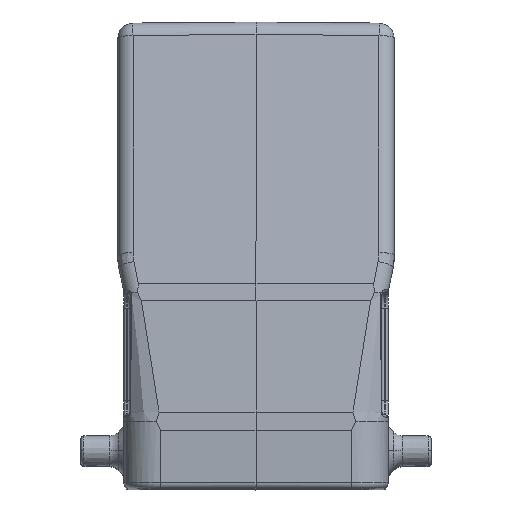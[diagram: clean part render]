
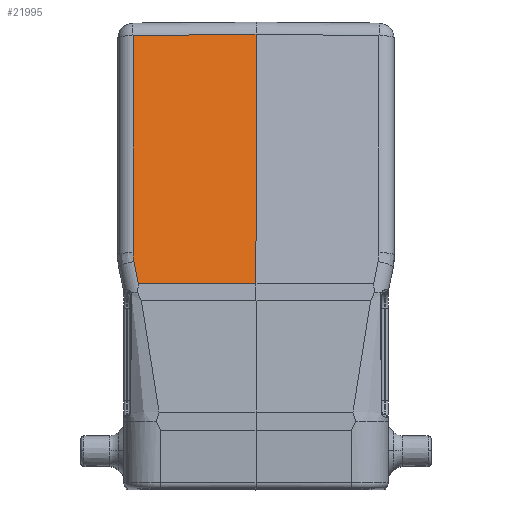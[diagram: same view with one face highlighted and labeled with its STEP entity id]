
A CAD part, top view. The second image highlights one B-rep face of the part: STEP entity #21995.
In plain terms, the highlighted planar face has unit normal (-0.009, 0.19, 0.982).
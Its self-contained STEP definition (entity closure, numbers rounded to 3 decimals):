
#195 = CARTESIAN_POINT ( 'NONE',  ( 0., 19.39, 49.891 ) ) ;
#282 = ORIENTED_EDGE ( 'NONE', *, *, #12177, .F. ) ;
#2583 = CARTESIAN_POINT ( 'NONE',  ( -19.876, -17.591, 56.859 ) ) ;
#3132 = LINE ( 'NONE', #26191, #27185 ) ;
#3438 = CARTESIAN_POINT ( 'NONE',  ( -19.876, -17.591, 56.859 ) ) ;
#3600 = CARTESIAN_POINT ( 'NONE',  ( 0., -21.241, 57.74 ) ) ;
#3614 = CARTESIAN_POINT ( 'NONE',  ( 0., 19.39, 49.891 ) ) ;
#4451 = CARTESIAN_POINT ( 'NONE',  ( -20.022, -16.12, 56.573 ) ) ;
#4520 = CARTESIAN_POINT ( 'NONE',  ( -19.146, -21.241, 57.57 ) ) ;
#4582 = VERTEX_POINT ( 'NONE', #195 ) ;
#4679 = DIRECTION ( 'NONE',  ( -0.193, 0.963, -0.188 ) ) ;
#4934 = ORIENTED_EDGE ( 'NONE', *, *, #27472, .T. ) ;
#5140 = EDGE_CURVE ( 'NONE', #5956, #5773, #3132, .T. ) ;
#5153 = DIRECTION ( 'NONE',  ( -0.009, 0.19, 0.982 ) ) ;
#5773 = VERTEX_POINT ( 'NONE', #3600 ) ;
#5924 = CARTESIAN_POINT ( 'NONE',  ( -20.022, -16.614, 56.669 ) ) ;
#5956 = VERTEX_POINT ( 'NONE', #4520 ) ;
#7403 = ORIENTED_EDGE ( 'NONE', *, *, #14049, .F. ) ;
#7419 = VECTOR ( 'NONE', #9755, 1000. ) ;
#9259 = VECTOR ( 'NONE', #4679, 1000. ) ;
#9545 = PLANE ( 'NONE',  #23993 ) ;
#9755 = DIRECTION ( 'NONE',  ( -1., -0.009, -0.007 ) ) ;
#9889 = VERTEX_POINT ( 'NONE', #13306 ) ;
#10982 = LINE ( 'NONE', #18612, #21681 ) ;
#10996 = DIRECTION ( 'NONE',  ( 0., -0.982, 0.19 ) ) ;
#12177 = EDGE_CURVE ( 'NONE', #17028, #9889, #27250, .T. ) ;
#12516 = LINE ( 'NONE', #21548, #18515 ) ;
#13306 = CARTESIAN_POINT ( 'NONE',  ( -20.022, -16.12, 56.573 ) ) ;
#13393 = DIRECTION ( 'NONE',  ( 0., -0.982, 0.19 ) ) ;
#13469 = DIRECTION ( 'NONE',  ( 1., 0., 0.009 ) ) ;
#13662 = FACE_OUTER_BOUND ( 'NONE', #22947, .T. ) ;
#14049 = EDGE_CURVE ( 'NONE', #5956, #17028, #18941, .T. ) ;
#15707 = CARTESIAN_POINT ( 'NONE',  ( 0., -22.585, 58. ) ) ;
#16293 = CARTESIAN_POINT ( 'NONE',  ( -19.973, -17.107, 56.764 ) ) ;
#16769 = ORIENTED_EDGE ( 'NONE', *, *, #17983, .T. ) ;
#17028 = VERTEX_POINT ( 'NONE', #2583 ) ;
#17135 = LINE ( 'NONE', #3614, #7419 ) ;
#17983 = EDGE_CURVE ( 'NONE', #4582, #21779, #17135, .T. ) ;
#18515 = VECTOR ( 'NONE', #10996, 1000. ) ;
#18612 = CARTESIAN_POINT ( 'NONE',  ( 0., -22.585, 58. ) ) ;
#18941 = LINE ( 'NONE', #26178, #9259 ) ;
#19026 = ORIENTED_EDGE ( 'NONE', *, *, #5140, .T. ) ;
#20850 = DIRECTION ( 'NONE',  ( 0., 0.982, -0.19 ) ) ;
#21548 = CARTESIAN_POINT ( 'NONE',  ( -20.022, -22.618, 57.828 ) ) ;
#21681 = VECTOR ( 'NONE', #20850, 1000. ) ;
#21779 = VERTEX_POINT ( 'NONE', #26973 ) ;
#21995 = ADVANCED_FACE ( 'NONE', ( #13662 ), #9545, .T. ) ;
#22947 = EDGE_LOOP ( 'NONE', ( #16769, #4934, #282, #7403, #19026, #27259 ) ) ;
#23963 = EDGE_CURVE ( 'NONE', #5773, #4582, #10982, .T. ) ;
#23993 = AXIS2_PLACEMENT_3D ( 'NONE', #15707, #5153, #13393 ) ;
#26178 = CARTESIAN_POINT ( 'NONE',  ( -18.171, -26.117, 58.521 ) ) ;
#26191 = CARTESIAN_POINT ( 'NONE',  ( -19.146, -21.241, 57.57 ) ) ;
#26973 = CARTESIAN_POINT ( 'NONE',  ( -20.022, 19.215, 49.747 ) ) ;
#27185 = VECTOR ( 'NONE', #13469, 1000. ) ;
#27250 = B_SPLINE_CURVE_WITH_KNOTS ( 'NONE', 3,
 ( #3438, #16293, #5924, #4451 ),
 .UNSPECIFIED., .F., .F.,
 ( 4, 4 ),
 ( 0., 1. ),
 .UNSPECIFIED. ) ;
#27259 = ORIENTED_EDGE ( 'NONE', *, *, #23963, .T. ) ;
#27472 = EDGE_CURVE ( 'NONE', #21779, #9889, #12516, .T. ) ;
